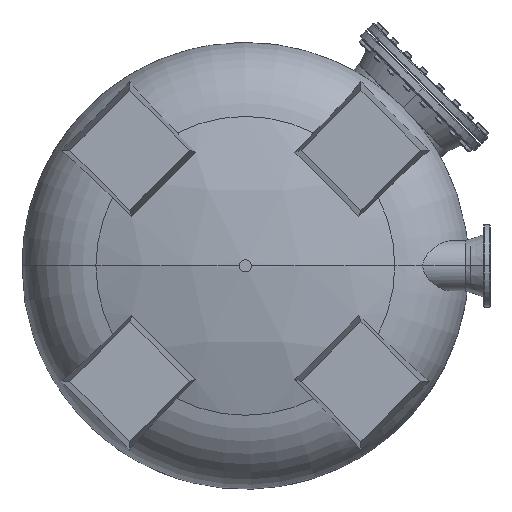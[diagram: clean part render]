
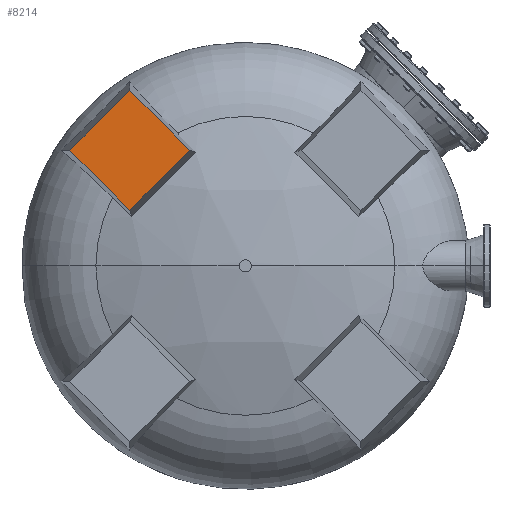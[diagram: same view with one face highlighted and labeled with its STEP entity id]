
A CAD part, front view. The second image highlights one B-rep face of the part: STEP entity #8214.
In plain terms, the highlighted planar face has unit normal (0, -1, 0).
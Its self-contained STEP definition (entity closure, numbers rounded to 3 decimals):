
#1726 = CARTESIAN_POINT ( 'NONE',  ( -387.038, -1403.555, 296.308 ) ) ;
#2830 = VERTEX_POINT ( 'NONE', #25765 ) ;
#5279 = DIRECTION ( 'NONE',  ( 0., 0., -1. ) ) ;
#5858 = CARTESIAN_POINT ( 'NONE',  ( -74.732, -1403.555, -98.493 ) ) ;
#8214 = ADVANCED_FACE ( 'NONE', ( #49153 ), #22197, .T. ) ;
#11074 = CARTESIAN_POINT ( 'NONE',  ( -552.029, -1403.555, 131.316 ) ) ;
#11818 = CARTESIAN_POINT ( 'NONE',  ( -799.517, -1403.555, 378.804 ) ) ;
#14051 = CARTESIAN_POINT ( 'NONE',  ( -304.542, -1403.555, 378.804 ) ) ;
#15589 = EDGE_CURVE ( 'NONE', #19933, #29397, #47665, .T. ) ;
#16876 = CARTESIAN_POINT ( 'NONE',  ( -552.029, -1403.555, 626.291 ) ) ;
#17732 = CARTESIAN_POINT ( 'NONE',  ( -304.542, -1403.555, 378.804 ) ) ;
#19289 = CARTESIAN_POINT ( 'NONE',  ( -552.029, -1403.555, 131.316 ) ) ;
#19933 = VERTEX_POINT ( 'NONE', #11074 ) ;
#22197 = PLANE ( 'NONE',  #31332 ) ;
#22587 = VERTEX_POINT ( 'NONE', #14051 ) ;
#22861 = CARTESIAN_POINT ( 'NONE',  ( -799.517, -1403.555, 378.804 ) ) ;
#25765 = CARTESIAN_POINT ( 'NONE',  ( -552.029, -1403.555, 626.291 ) ) ;
#26323 = CARTESIAN_POINT ( 'NONE',  ( -717.021, -1403.555, 296.308 ) ) ;
#27149 = B_SPLINE_CURVE_WITH_KNOTS ( 'NONE', 3,
 ( #53149, #1726, #31892, #19289 ),
 .UNSPECIFIED., .F., .F.,
 ( 4, 4 ),
 ( 0., 1. ),
 .UNSPECIFIED. ) ;
#28371 = EDGE_CURVE ( 'NONE', #29397, #2830, #47300, .T. ) ;
#29397 = VERTEX_POINT ( 'NONE', #11818 ) ;
#30462 = ORIENTED_EDGE ( 'NONE', *, *, #28371, .F. ) ;
#31332 = AXIS2_PLACEMENT_3D ( 'NONE', #5858, #48851, #5279 ) ;
#31892 = CARTESIAN_POINT ( 'NONE',  ( -469.533, -1403.555, 213.812 ) ) ;
#32693 = CARTESIAN_POINT ( 'NONE',  ( -717.021, -1403.555, 461.299 ) ) ;
#33816 = ORIENTED_EDGE ( 'NONE', *, *, #44685, .F. ) ;
#39512 = CARTESIAN_POINT ( 'NONE',  ( -634.525, -1403.555, 213.812 ) ) ;
#40442 = CARTESIAN_POINT ( 'NONE',  ( -799.517, -1403.555, 378.804 ) ) ;
#43248 = CARTESIAN_POINT ( 'NONE',  ( -469.533, -1403.555, 543.795 ) ) ;
#43806 = CARTESIAN_POINT ( 'NONE',  ( -552.029, -1403.555, 131.316 ) ) ;
#43807 = CARTESIAN_POINT ( 'NONE',  ( -387.038, -1403.555, 461.299 ) ) ;
#44685 = EDGE_CURVE ( 'NONE', #22587, #19933, #27149, .T. ) ;
#46359 = EDGE_CURVE ( 'NONE', #2830, #22587, #48846, .T. ) ;
#47300 = B_SPLINE_CURVE_WITH_KNOTS ( 'NONE', 3,
 ( #40442, #32693, #53357, #49030 ),
 .UNSPECIFIED., .F., .F.,
 ( 4, 4 ),
 ( 0., 1. ),
 .UNSPECIFIED. ) ;
#47665 = B_SPLINE_CURVE_WITH_KNOTS ( 'NONE', 3,
 ( #43806, #39512, #26323, #22861 ),
 .UNSPECIFIED., .F., .F.,
 ( 4, 4 ),
 ( 0., 1. ),
 .UNSPECIFIED. ) ;
#48060 = ORIENTED_EDGE ( 'NONE', *, *, #15589, .F. ) ;
#48155 = ORIENTED_EDGE ( 'NONE', *, *, #46359, .F. ) ;
#48846 = B_SPLINE_CURVE_WITH_KNOTS ( 'NONE', 3,
 ( #16876, #43248, #43807, #17732 ),
 .UNSPECIFIED., .F., .F.,
 ( 4, 4 ),
 ( 0., 1. ),
 .UNSPECIFIED. ) ;
#48851 = DIRECTION ( 'NONE',  ( 0., -1., 0. ) ) ;
#49030 = CARTESIAN_POINT ( 'NONE',  ( -552.029, -1403.555, 626.291 ) ) ;
#49153 = FACE_OUTER_BOUND ( 'NONE', #51607, .T. ) ;
#51607 = EDGE_LOOP ( 'NONE', ( #48155, #30462, #48060, #33816 ) ) ;
#53149 = CARTESIAN_POINT ( 'NONE',  ( -304.542, -1403.555, 378.804 ) ) ;
#53357 = CARTESIAN_POINT ( 'NONE',  ( -634.525, -1403.555, 543.795 ) ) ;
